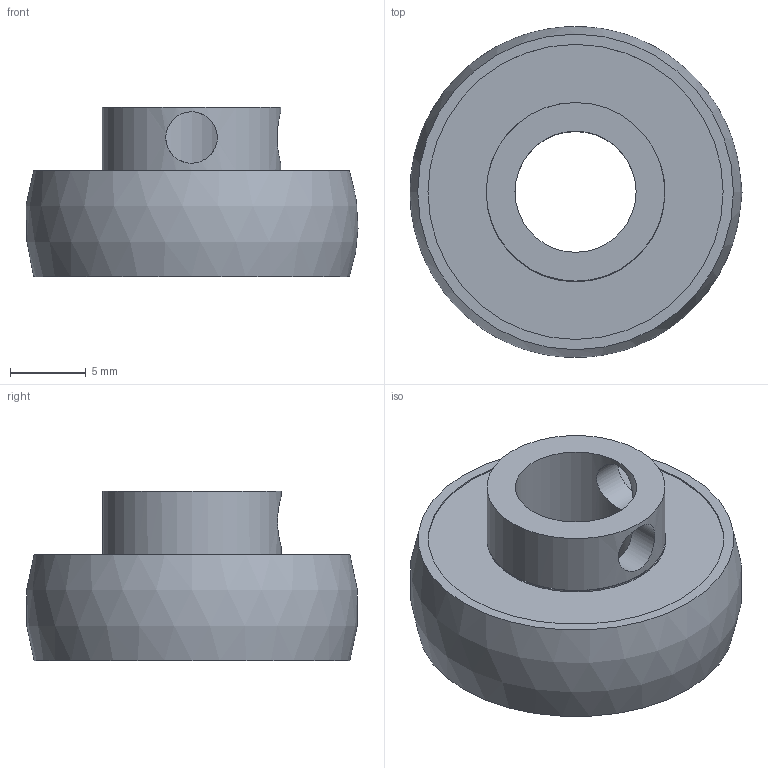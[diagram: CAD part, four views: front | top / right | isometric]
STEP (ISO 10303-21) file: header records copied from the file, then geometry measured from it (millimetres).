
FILE_DESCRIPTION(/* description */ ('STEP AP214'),/* implementation_level */ '2;1');
FILE_NAME(/* name */ '6876f849cc95e74f1a4e5bca',/* time_stamp */ '2025-07-16T00:54:33Z',/* author */ (''),/* organization */ (''),/* preprocessor_version */ 'ST-DEVELOPER v20',/* originating_system */ 'ONSHAPE BY PTC INC, 1.200',/* authorisation */ ' ');
FILE_SCHEMA (('AUTOMOTIVE_DESIGN {1 0 10303 214 3 1 1}'));
Length unit declared in the file: metre
Products named in the file (1): KFL08Bearing
Bounding box: 21.93 x 21.84 x 11.2 mm (x, y, z)
Volume: 2394.6 mm3; surface area: 1529.4 mm2
Topology: 1 solids, 1 shells, 17 faces, 39 edges, 26 vertices
Faces by surface type: cylinder 8, plane 8, sphere 1
Full cylindrical faces by diameter (mm): 3.4 x2, 8 x1, 11.8 x3, 19.5 x2
Entity records: 595 total; most frequent: CARTESIAN_POINT 230, DIRECTION 68, ORIENTED_EDGE 44, EDGE_LOOP 36, FACE_BOUND 36, AXIS2_PLACEMENT_3D 34, EDGE_CURVE 22, VERTEX_POINT 20
